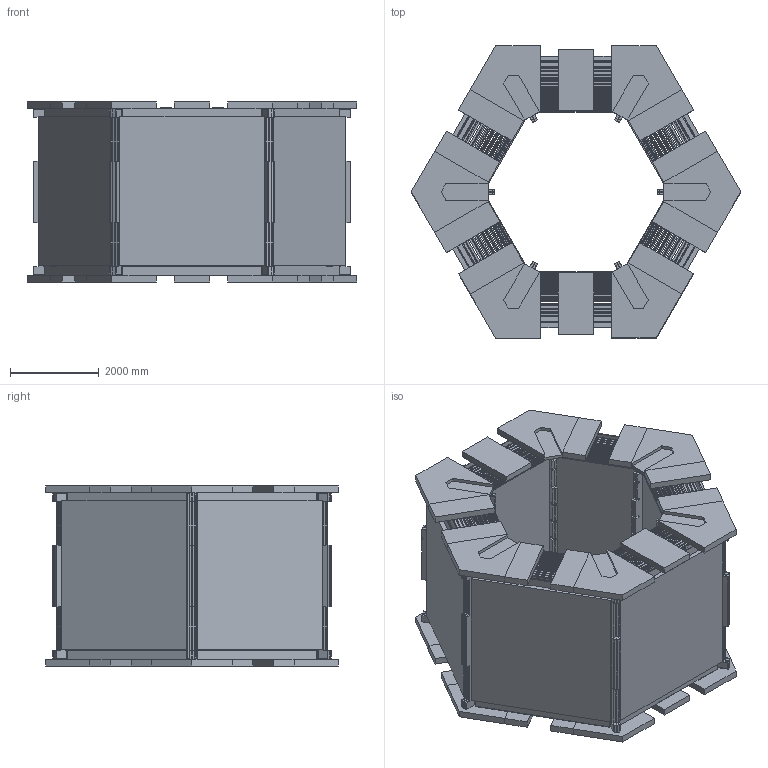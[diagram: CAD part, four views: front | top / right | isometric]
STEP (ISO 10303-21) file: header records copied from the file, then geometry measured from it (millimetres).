
FILE_DESCRIPTION((''),'2;1');
FILE_NAME('BARREL_FLUX_RETURN.stp', '2009-01-23T09:22:43',('User'),('SDRC'),'I-DEAS Master Series 9','UNIX', 'Yes');
FILE_SCHEMA(('CONFIG_CONTROL_DESIGN', 'GEOMETRIC_VALIDATION_PROPERTIES_MIM','SHAPE_APPEARANCE_LAYER_MIM'));
Length unit declared in the file: millimetre
Assembly tree (96 placements, depth 0):
Bounding box: 7410.83 x 6575.78 x 4050 mm (x, y, z)
Volume: 62579920218.9 mm3; surface area: 3942539688.4 mm2
Topology: 554 solids, 554 shells, 10188 faces, 28980 edges, 19324 vertices
Faces by surface type: bspline 10188
Entity records: 51317 total; most frequent: CARTESIAN_POINT 18347, ORIENTED_EDGE 6840, EDGE_CURVE 3420, VERTEX_POINT 2280, B_SPLINE_CURVE_WITH_KNOTS 1694, EDGE_LOOP 1504, FACE_OUTER_BOUND 1264, ADVANCED_FACE 1264
